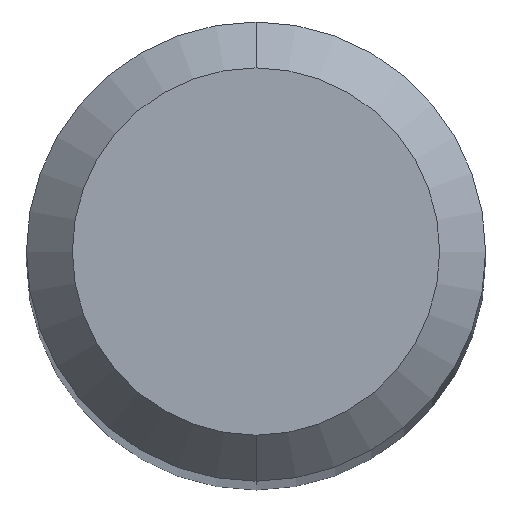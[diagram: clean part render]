
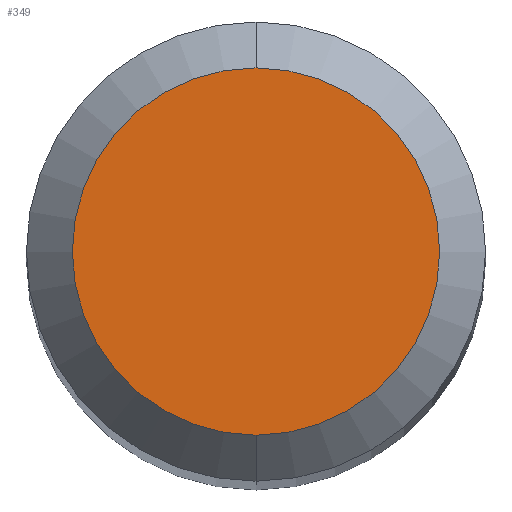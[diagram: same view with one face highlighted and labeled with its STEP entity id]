
A CAD part, top view. The second image highlights one B-rep face of the part: STEP entity #349.
In plain terms, the highlighted planar face has unit normal (0, 0, 1).
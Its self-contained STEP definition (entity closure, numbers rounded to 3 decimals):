
#205=VERTEX_POINT('',#514);
#323=EDGE_CURVE('',#205,#399,#644,.T.);
#349=ADVANCED_FACE('',(#675),#676,.T.);
#399=VERTEX_POINT('',#729);
#451=EDGE_CURVE('',#399,#205,#787,.T.);
#514=CARTESIAN_POINT('',(0.,-1.2,0.0));
#644=CIRCLE('',#1144,1.2);
#675=FACE_OUTER_BOUND('',#1187,.T.);
#676=PLANE('',#1188);
#729=CARTESIAN_POINT('',(0.0,1.2,0.0));
#787=CIRCLE('',#1418,1.2);
#1144=AXIS2_PLACEMENT_3D('',#1611,#1612,#1613);
#1187=EDGE_LOOP('',(#1661,#1662));
#1188=AXIS2_PLACEMENT_3D('',#1663,#1664,#1665);
#1418=AXIS2_PLACEMENT_3D('',#1793,#1794,#1795);
#1611=CARTESIAN_POINT('',(0.0,0.0,0.0));
#1612=DIRECTION('',(0.0,0.0,-1.0));
#1613=DIRECTION('',(0.0,1.0,0.0));
#1661=ORIENTED_EDGE('',*,*,#451,.F.);
#1662=ORIENTED_EDGE('',*,*,#323,.F.);
#1663=CARTESIAN_POINT('',(0.0,0.6,0.0));
#1664=DIRECTION('',(-0.0,0.0,1.0));
#1665=DIRECTION('',(0.0,-1.0,0.0));
#1793=CARTESIAN_POINT('',(0.0,0.0,0.0));
#1794=DIRECTION('',(0.0,0.0,-1.0));
#1795=DIRECTION('',(0.0,1.0,0.0));
